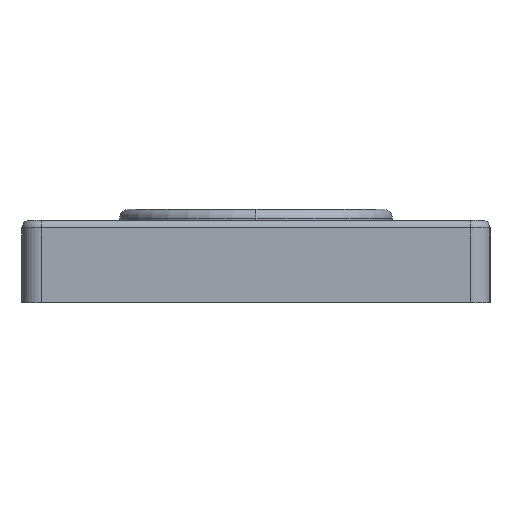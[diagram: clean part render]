
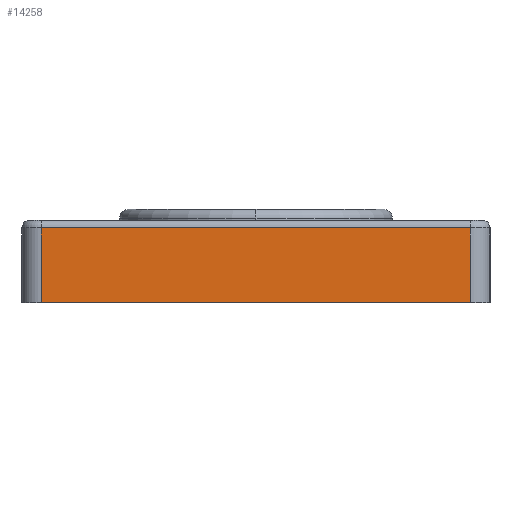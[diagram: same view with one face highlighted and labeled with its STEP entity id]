
A CAD part, left-side view. The second image highlights one B-rep face of the part: STEP entity #14258.
In plain terms, the highlighted planar face has unit normal (-1, 0, 0).
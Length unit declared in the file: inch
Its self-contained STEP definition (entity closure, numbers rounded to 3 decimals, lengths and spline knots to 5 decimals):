
#11022=DIRECTION('',(0.,-1.,0.));
#11023=VECTOR('',#11022,2.75);
#11024=CARTESIAN_POINT('',(-1.5,1.375,0.));
#11025=LINE('',#11024,#11023);
#11177=DIRECTION('',(0.,-1.,0.));
#11178=VECTOR('',#11177,2.75);
#11179=CARTESIAN_POINT('',(-1.5,1.375,0.48));
#11180=LINE('',#11179,#11178);
#11181=DIRECTION('',(0.,0.,-1.));
#11182=VECTOR('',#11181,0.48);
#11183=CARTESIAN_POINT('',(-1.5,-1.375,0.48));
#11184=LINE('',#11183,#11182);
#11185=DIRECTION('',(0.,0.,-1.));
#11186=VECTOR('',#11185,0.48);
#11187=CARTESIAN_POINT('',(-1.5,1.375,0.48));
#11188=LINE('',#11187,#11186);
#13110=CARTESIAN_POINT('',(-1.5,-1.375,0.));
#13112=VERTEX_POINT('',#13110);
#13121=CARTESIAN_POINT('',(-1.5,1.375,0.));
#13123=VERTEX_POINT('',#13121);
#13149=CARTESIAN_POINT('',(-1.5,-1.375,0.48));
#13151=VERTEX_POINT('',#13149);
#13175=CARTESIAN_POINT('',(-1.5,1.375,0.48));
#13176=VERTEX_POINT('',#13175);
#14246=CARTESIAN_POINT('',(-1.5,1.5,0.));
#14247=DIRECTION('',(-1.,0.,0.));
#14248=DIRECTION('',(0.,-1.,0.));
#14249=AXIS2_PLACEMENT_3D('',#14246,#14247,#14248);
#14250=PLANE('',#14249);
#14251=ORIENTED_EDGE('',*,*,#14240,.T.);
#14252=ORIENTED_EDGE('',*,*,#14130,.T.);
#14253=ORIENTED_EDGE('',*,*,#13835,.F.);
#14255=ORIENTED_EDGE('',*,*,#14254,.F.);
#14256=EDGE_LOOP('',(#14251,#14252,#14253,#14255));
#14257=FACE_OUTER_BOUND('',#14256,.F.);
#14258=ADVANCED_FACE('',(#14257),#14250,.T.);
#13835=EDGE_CURVE('',#13123,#13112,#11025,.T.);
#14130=EDGE_CURVE('',#13151,#13112,#11184,.T.);
#14240=EDGE_CURVE('',#13176,#13151,#11180,.T.);
#14254=EDGE_CURVE('',#13176,#13123,#11188,.T.);
